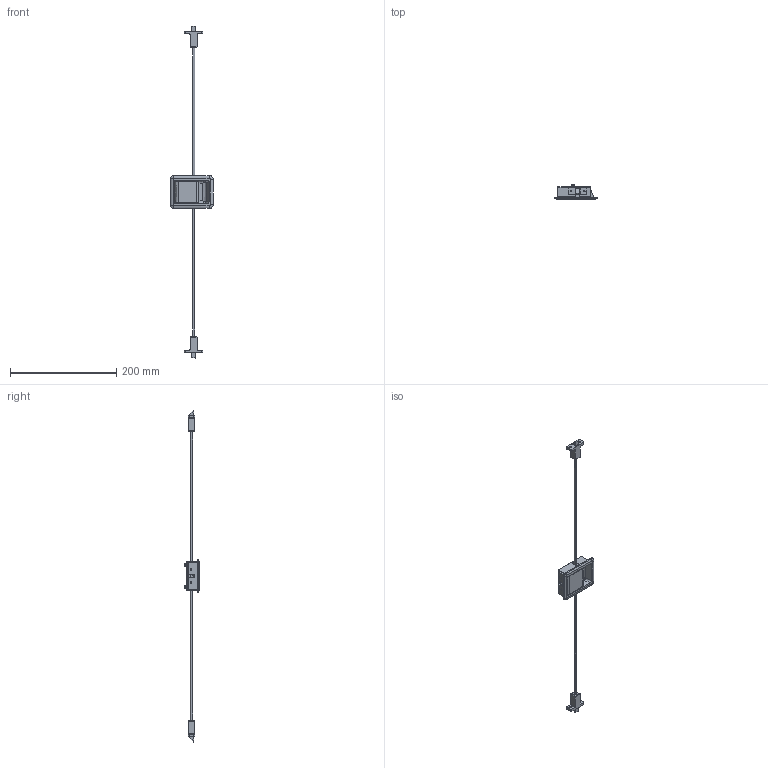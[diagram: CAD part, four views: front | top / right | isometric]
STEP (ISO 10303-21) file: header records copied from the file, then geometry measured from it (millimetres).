
FILE_DESCRIPTION((''),'2;1');
FILE_NAME('','2006-01-17T10:45:30',(''),(''),'','CADfix','');
FILE_SCHEMA(('AUTOMOTIVE_DESIGN'));
Length unit declared in the file: millimetre
Products named in the file (13): screw; shaft; rod_A_mr; rod_A; lever; latch_mr; latch; cover; case_mr; case; bracket; base; THA_280_2_23862_36
Assembly tree (13 placements, depth 2):
  THA_280_2_23862_36
    screw  x2
    shaft
    rod_A_mr
    rod_A
    lever
    latch_mr
    latch
    cover
    case_mr
    case
    bracket
    base
Bounding box: 80 x 27.05 x 623.98 mm (x, y, z)
Volume: 68704.7 mm3; surface area: 55289.6 mm2
Topology: 13 solids, 13 shells, 394 faces, 1184 edges, 814 vertices
Faces by surface type: bspline 394
Entity records: 14922 total; most frequent: CARTESIAN_POINT 8188, ORIENTED_EDGE 2150, EDGE_CURVE 1075, VERTEX_POINT 744, QUASI_UNIFORM_CURVE 564, B_SPLINE_CURVE_WITH_KNOTS 495, EDGE_LOOP 401, FACE_OUTER_BOUND 363
